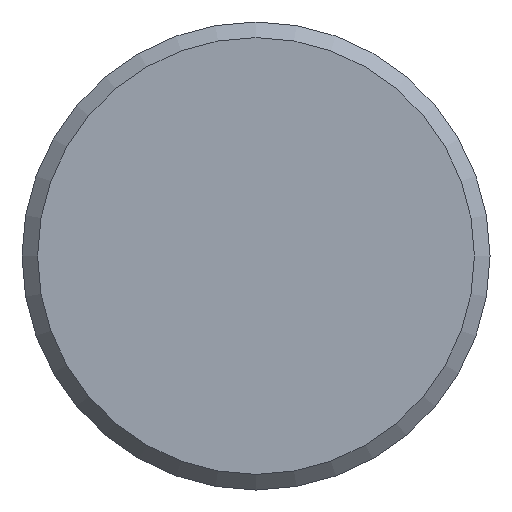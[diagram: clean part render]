
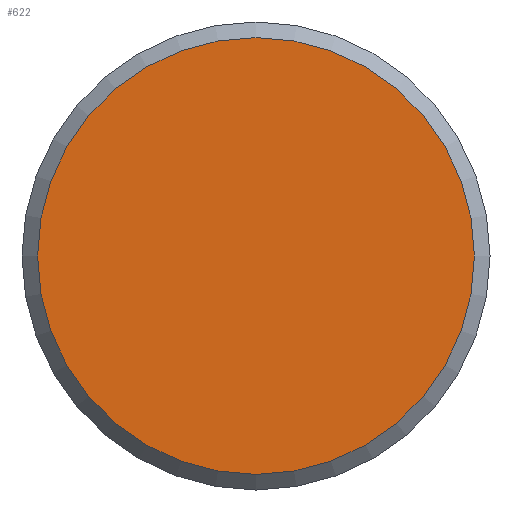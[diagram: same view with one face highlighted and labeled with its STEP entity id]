
A CAD part, front view. The second image highlights one B-rep face of the part: STEP entity #622.
In plain terms, the highlighted planar face has unit normal (0, -1, 0).
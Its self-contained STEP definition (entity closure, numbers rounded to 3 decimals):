
#131=FACE_OUTER_BOUND('',#182,.T.);
#182=EDGE_LOOP('',(#479));
#231=CIRCLE('',#715,14.);
#281=VERTEX_POINT('',#1088);
#348=EDGE_CURVE('',#281,#281,#231,.T.);
#479=ORIENTED_EDGE('',*,*,#348,.T.);
#549=PLANE('',#721);
#622=ADVANCED_FACE('',(#131),#549,.T.);
#715=AXIS2_PLACEMENT_3D('',#1089,#879,#880);
#721=AXIS2_PLACEMENT_3D('',#1100,#893,#894);
#879=DIRECTION('center_axis',(0.,-1.,0.));
#880=DIRECTION('ref_axis',(1.,0.,0.));
#893=DIRECTION('center_axis',(0.,-1.,0.));
#894=DIRECTION('ref_axis',(0.,0.,-1.));
#1088=CARTESIAN_POINT('',(-14.,-14.,0.));
#1089=CARTESIAN_POINT('Origin',(0.,-14.,0.));
#1100=CARTESIAN_POINT('Origin',(7.,-14.,0.));
